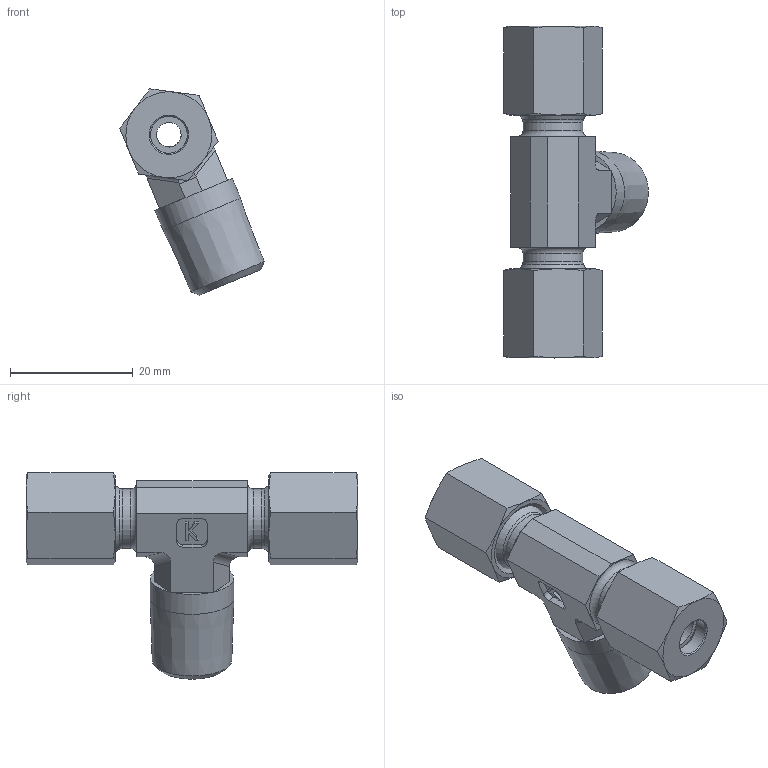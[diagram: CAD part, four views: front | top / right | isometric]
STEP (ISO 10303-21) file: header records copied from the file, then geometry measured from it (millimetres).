
FILE_DESCRIPTION((''),'2;1');
FILE_NAME('29002062812.stp','2014-08-21T15:24:22',(''),('KNOMI spol. s r. o.'),'Autodesk Inventor 2012','Autodesk Inventor 2012','');
FILE_SCHEMA(('AUTOMOTIVE_DESIGN { 1 2 10303 214 0 1 1 1 }'));
Length unit declared in the file: millimetre
Products named in the file (4): THCR2K  6LR1/4kuž  R1/4/M12; 28002062812; 3910612; 40106
Assembly tree (5 placements, depth 2):
  THCR2K  6LR1/4kuž  R1/4/M12
    28002062812
    3910612  x2
    40106  x2
Bounding box: 23.56 x 54 x 33.57 mm (x, y, z)
Volume: 9213.3 mm3; surface area: 7083.5 mm2
Topology: 5 solids, 5 shells, 152 faces, 363 edges, 231 vertices
Faces by surface type: plane 70, cone 47, cylinder 29, torus 6
Full cylindrical faces by diameter (mm): 4 x2, 6 x6, 8 x2, 9.7 x2, 10 x2, 10.376 x2, 12 x2, 13.626 x1
Entity records: 3406 total; most frequent: CARTESIAN_POINT 584, DIRECTION 557, ORIENTED_EDGE 470, EDGE_CURVE 235, AXIS2_PLACEMENT_3D 215, EDGE_LOOP 166, VERTEX_POINT 165, VECTOR 127
